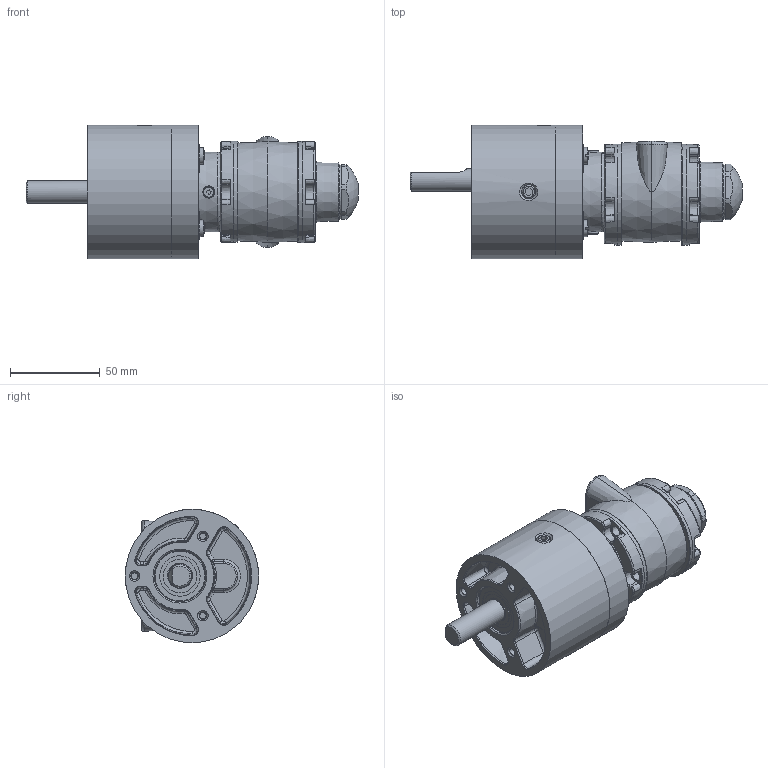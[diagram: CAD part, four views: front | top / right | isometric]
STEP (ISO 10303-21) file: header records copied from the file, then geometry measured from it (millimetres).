
FILE_DESCRIPTION (( 'STEP AP214' ), '1' );
FILE_NAME ('1UP-NRV-4-GR11.STEP', '2025-05-05T13:09:31', ( '' ), ( '' ), 'SwSTEP 2.0', 'SolidWorks 2023', '' );
FILE_SCHEMA (( 'AUTOMOTIVE_DESIGN' ));
Length unit declared in the file: inch
Products named in the file (29): AC520D; AC738rM; AK709; AE924; AC192; BB542; AE189; AC228A; AA498; AE898; BA500; BB627; AC736; AE197; AE195; AC739rR; AA623D; AA517A; R-AC525; AE196A; GR11; AC737; 1UP-NRV-4-GR11
Assembly tree (23 placements, depth 3):
  AC738rM
  AK709
  AA498
  AE197
  AE195
Bounding box: 185.04 x 74.46 x 74.44 mm (x, y, z)
Volume: 171089.4 mm3; surface area: 99243.8 mm2
Topology: 22 solids, 24 shells, 686 faces, 1621 edges, 983 vertices
Faces by surface type: bspline 221, plane 132, cylinder 122, cone 105, torus 103, sphere 3
Full cylindrical faces by diameter (mm): 3.048 x1, 4.039 x8, 5.525 x4, 5.537 x2, 5.715 x4, 8.433 x2, 11.176 x1, 12.04 x1, 12.69 x1, 12.7 x1, 21.336 x1, 22.606 x1, 23.368 x1, 23.431 x1, 28.579 x1, 29.077 x4, 30.175 x1, 31.722 x1, 31.788 x1, 35.147 x1, 37.338 x1, 69.785 x2, 70.815 x1, 74.422 x2
Entity records: 27817 total; most frequent: CARTESIAN_POINT 13065, ORIENTED_EDGE 2610, DIRECTION 2399, EDGE_CURVE 1306, AXIS2_PLACEMENT_3D 1074, EDGE_LOOP 938, VERTEX_POINT 873, FACE_OUTER_BOUND 763
